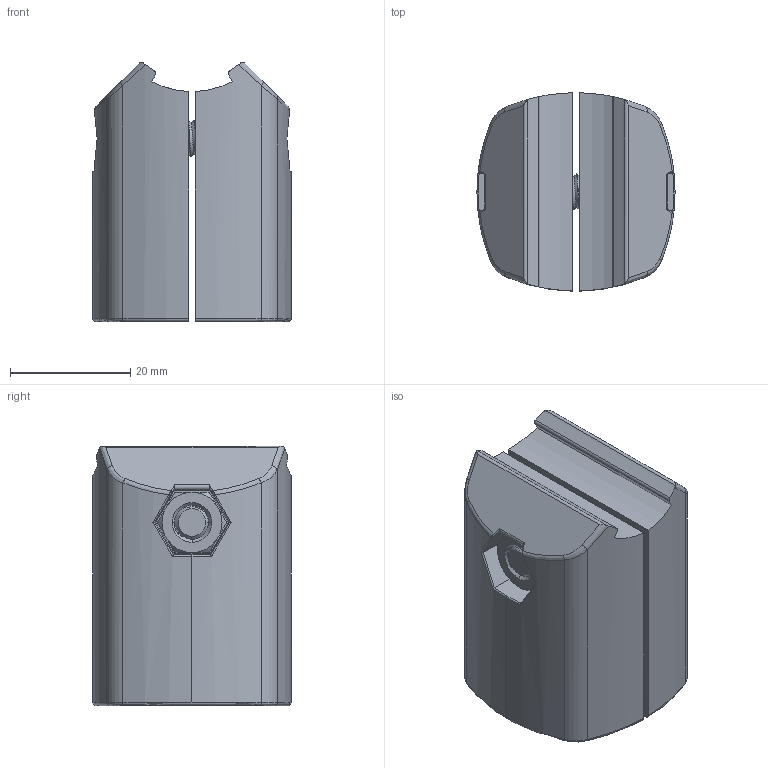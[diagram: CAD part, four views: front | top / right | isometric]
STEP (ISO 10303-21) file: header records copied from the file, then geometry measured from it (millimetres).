
FILE_DESCRIPTION (( 'STEP AP214' ), '1' );
FILE_NAME ('B384 Ò-ñîåäèíèòåëü òðóáíûõ ïðîôèëåé Ô28 íàðóæíûé ïîä 90°.STEP', '2024-01-17T14:36:58', ( '' ), ( '' ), 'SwSTEP 2.0', 'SolidWorks 2022', '' );
FILE_SCHEMA (( 'AUTOMOTIVE_DESIGN' ));
Length unit declared in the file: millimetre
Products named in the file (1): B384 Т-соединитель трубных профилей Ф28 наружный под 90°
Bounding box: 33 x 32.99 x 43.16 mm (x, y, z)
Volume: 20798.1 mm3; surface area: 12451.6 mm2
Topology: 4 solids, 4 shells, 313 faces, 844 edges, 545 vertices
Faces by surface type: cylinder 120, plane 98, bspline 54, cone 31, torus 10
Entity records: 21063 total; most frequent: CARTESIAN_POINT 10408, ORIENTED_EDGE 1688, DIRECTION 1206, EDGE_CURVE 844, VERTEX_POINT 545, AXIS2_PLACEMENT_3D 438, B_SPLINE_CURVE_WITH_KNOTS 336, VECTOR 330
